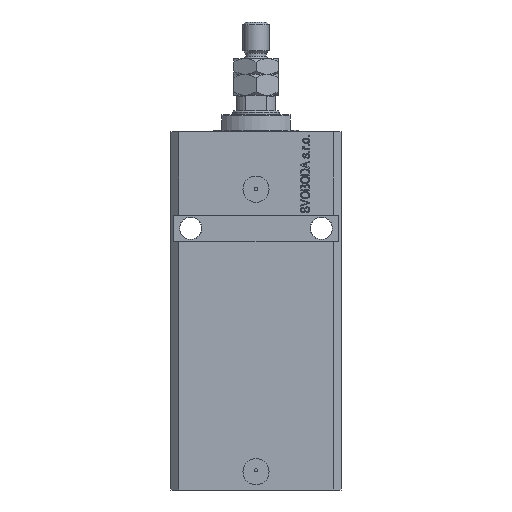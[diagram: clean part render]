
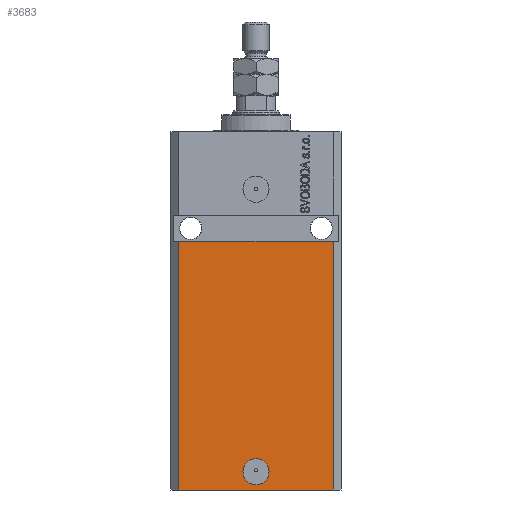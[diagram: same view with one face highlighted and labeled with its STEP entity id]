
A CAD part, front view. The second image highlights one B-rep face of the part: STEP entity #3683.
In plain terms, the highlighted planar face has unit normal (0, -1, 0).
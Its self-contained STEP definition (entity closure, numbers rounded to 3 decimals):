
#790 = CARTESIAN_POINT ( 'NONE',  ( 0., -22.5, -130. ) ) ;
#1112 = ORIENTED_EDGE ( 'NONE', *, *, #6525, .T. ) ;
#1823 = DIRECTION ( 'NONE',  ( 1., 0., 0. ) ) ;
#2648 = VECTOR ( 'NONE', #11970, 1000. ) ;
#3683 = ADVANCED_FACE ( 'NONE', ( #33149, #29454 ), #44478, .T. ) ;
#3763 = CIRCLE ( 'NONE', #31326, 5. ) ;
#3840 = ORIENTED_EDGE ( 'NONE', *, *, #23894, .F. ) ;
#4321 = ORIENTED_EDGE ( 'NONE', *, *, #16791, .F. ) ;
#5778 = VECTOR ( 'NONE', #20527, 1000. ) ;
#6453 = LINE ( 'NONE', #28409, #5778 ) ;
#6525 = EDGE_CURVE ( 'NONE', #15128, #21403, #26028, .T. ) ;
#8112 = EDGE_CURVE ( 'NONE', #43135, #45423, #31019, .T. ) ;
#10095 = CARTESIAN_POINT ( 'NONE',  ( 5., -22.5, -130. ) ) ;
#10670 = CARTESIAN_POINT ( 'NONE',  ( 29.5, -22.5, -137. ) ) ;
#11940 = DIRECTION ( 'NONE',  ( 1., 0., 0. ) ) ;
#11970 = DIRECTION ( 'NONE',  ( 1., 0., 0. ) ) ;
#15128 = VERTEX_POINT ( 'NONE', #16529 ) ;
#16529 = CARTESIAN_POINT ( 'NONE',  ( -29.5, -22.5, -137. ) ) ;
#16791 = EDGE_CURVE ( 'NONE', #45423, #43135, #3763, .T. ) ;
#16859 = CARTESIAN_POINT ( 'NONE',  ( 0., -22.5, -130. ) ) ;
#19331 = CARTESIAN_POINT ( 'NONE',  ( -32.5, -22.5, -42. ) ) ;
#20527 = DIRECTION ( 'NONE',  ( 0., 0., 1. ) ) ;
#21403 = VERTEX_POINT ( 'NONE', #10670 ) ;
#22044 = CARTESIAN_POINT ( 'NONE',  ( -29.5, -22.5, -137. ) ) ;
#23086 = EDGE_LOOP ( 'NONE', ( #38585, #4321 ) ) ;
#23894 = EDGE_CURVE ( 'NONE', #15128, #28646, #40615, .T. ) ;
#24770 = EDGE_LOOP ( 'NONE', ( #27433, #3840, #1112, #29726 ) ) ;
#25973 = CARTESIAN_POINT ( 'NONE',  ( 29.5, -22.5, -42. ) ) ;
#26028 = LINE ( 'NONE', #37103, #2648 ) ;
#26266 = VECTOR ( 'NONE', #11940, 1000. ) ;
#26896 = VERTEX_POINT ( 'NONE', #25973 ) ;
#27433 = ORIENTED_EDGE ( 'NONE', *, *, #47676, .F. ) ;
#28409 = CARTESIAN_POINT ( 'NONE',  ( 29.5, -22.5, -137. ) ) ;
#28646 = VERTEX_POINT ( 'NONE', #35091 ) ;
#29413 = CARTESIAN_POINT ( 'NONE',  ( -5., -22.5, -130. ) ) ;
#29454 = FACE_OUTER_BOUND ( 'NONE', #24770, .T. ) ;
#29693 = DIRECTION ( 'NONE',  ( 0., -1., 0. ) ) ;
#29726 = ORIENTED_EDGE ( 'NONE', *, *, #46562, .T. ) ;
#30618 = DIRECTION ( 'NONE',  ( 0., -1., 0. ) ) ;
#31019 = CIRCLE ( 'NONE', #39652, 5. ) ;
#31326 = AXIS2_PLACEMENT_3D ( 'NONE', #16859, #45940, #1823 ) ;
#32231 = VECTOR ( 'NONE', #36441, 1000. ) ;
#33149 = FACE_BOUND ( 'NONE', #23086, .T. ) ;
#35091 = CARTESIAN_POINT ( 'NONE',  ( -29.5, -22.5, -42. ) ) ;
#36441 = DIRECTION ( 'NONE',  ( 0., 0., 1. ) ) ;
#37076 = DIRECTION ( 'NONE',  ( 1., 0., 0. ) ) ;
#37103 = CARTESIAN_POINT ( 'NONE',  ( -29.5, -22.5, -137. ) ) ;
#37758 = DIRECTION ( 'NONE',  ( 1., 0., 0. ) ) ;
#38585 = ORIENTED_EDGE ( 'NONE', *, *, #8112, .F. ) ;
#39652 = AXIS2_PLACEMENT_3D ( 'NONE', #790, #30618, #37758 ) ;
#40374 = CARTESIAN_POINT ( 'NONE',  ( -29.5, -22.5, -137. ) ) ;
#40615 = LINE ( 'NONE', #40374, #32231 ) ;
#42806 = AXIS2_PLACEMENT_3D ( 'NONE', #22044, #29693, #37076 ) ;
#43135 = VERTEX_POINT ( 'NONE', #10095 ) ;
#44478 = PLANE ( 'NONE',  #42806 ) ;
#45423 = VERTEX_POINT ( 'NONE', #29413 ) ;
#45689 = LINE ( 'NONE', #19331, #26266 ) ;
#45940 = DIRECTION ( 'NONE',  ( 0., -1., 0. ) ) ;
#46562 = EDGE_CURVE ( 'NONE', #21403, #26896, #6453, .T. ) ;
#47676 = EDGE_CURVE ( 'NONE', #28646, #26896, #45689, .T. ) ;
